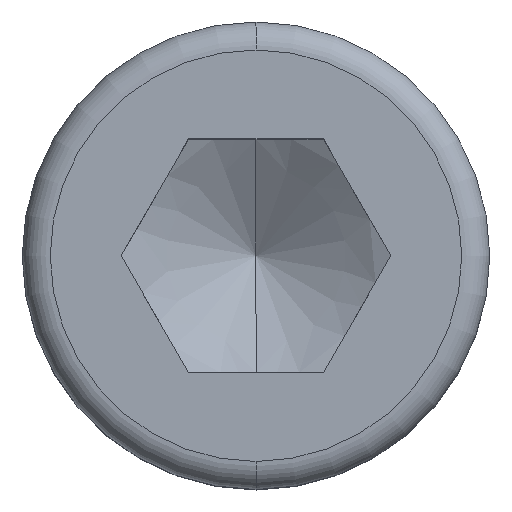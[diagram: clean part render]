
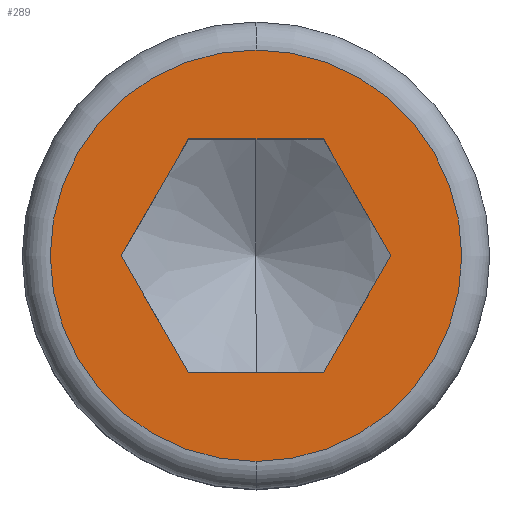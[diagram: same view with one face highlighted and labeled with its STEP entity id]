
A CAD part, top view. The second image highlights one B-rep face of the part: STEP entity #289.
In plain terms, the highlighted planar face has unit normal (0, 0, 1).
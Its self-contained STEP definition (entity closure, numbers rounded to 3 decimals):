
#171=EDGE_CURVE('',#213,#299,#403,.T.);
#179=EDGE_CURVE('',#291,#335,#413,.T.);
#195=EDGE_CURVE('',#319,#213,#431,.T.);
#199=EDGE_CURVE('',#271,#253,#435,.T.);
#213=VERTEX_POINT('',#450);
#245=EDGE_CURVE('',#253,#319,#485,.T.);
#253=VERTEX_POINT('',#494);
#261=EDGE_CURVE('',#317,#271,#503,.T.);
#271=VERTEX_POINT('',#515);
#289=ADVANCED_FACE('',(#534,#535),#536,.T.);
#291=VERTEX_POINT('',#538);
#299=VERTEX_POINT('',#546);
#307=EDGE_CURVE('',#335,#291,#555,.T.);
#311=EDGE_CURVE('',#299,#317,#559,.T.);
#317=VERTEX_POINT('',#565);
#319=VERTEX_POINT('',#567);
#335=VERTEX_POINT('',#586);
#403=LINE('',#665,#666);
#413=CIRCLE('',#678,4.4);
#431=LINE('',#699,#700);
#435=LINE('',#706,#707);
#450=CARTESIAN_POINT('',(2.885,0.,6.0));
#485=LINE('',#804,#805);
#494=CARTESIAN_POINT('',(-1.443,2.498,6.0));
#503=LINE('',#824,#825);
#515=CARTESIAN_POINT('',(-2.885,0.,6.0));
#534=FACE_BOUND('',#873,.T.);
#535=FACE_OUTER_BOUND('',#874,.T.);
#536=PLANE('',#875);
#538=CARTESIAN_POINT('',(0.,-4.4,6.));
#546=CARTESIAN_POINT('',(1.443,-2.498,6.0));
#555=CIRCLE('',#908,4.4);
#559=LINE('',#914,#915);
#565=CARTESIAN_POINT('',(-1.443,-2.498,6.0));
#567=CARTESIAN_POINT('',(1.443,2.498,6.0));
#586=CARTESIAN_POINT('',(0.,4.4,6.));
#665=CARTESIAN_POINT('',(1.803,-1.874,6.0));
#666=VECTOR('',#1043,1.0);
#678=AXIS2_PLACEMENT_3D('',#1063,#1064,#1065);
#699=CARTESIAN_POINT('',(2.524,0.625,6.0));
#700=VECTOR('',#1086,1.0);
#706=CARTESIAN_POINT('',(-1.803,1.874,6.0));
#707=VECTOR('',#1090,1.0);
#804=CARTESIAN_POINT('',(0.721,2.498,6.0));
#805=VECTOR('',#1137,1.0);
#824=CARTESIAN_POINT('',(-2.524,-0.625,6.0));
#825=VECTOR('',#1154,1.0);
#873=EDGE_LOOP('',(#1185,#1186,#1187,#1188,#1189,#1190));
#874=EDGE_LOOP('',(#1191,#1192));
#875=AXIS2_PLACEMENT_3D('',#1193,#1194,#1195);
#908=AXIS2_PLACEMENT_3D('',#1209,#1210,#1211);
#914=CARTESIAN_POINT('',(-0.721,-2.498,6.0));
#915=VECTOR('',#1215,1.0);
#1043=DIRECTION('',(-0.5,-0.866,0.0));
#1063=CARTESIAN_POINT('',(0.,0.,6.));
#1064=DIRECTION('',(0.,0.,1.0));
#1065=DIRECTION('',(-1.0,0.0,0.));
#1086=DIRECTION('',(0.5,-0.866,0.0));
#1090=DIRECTION('',(0.5,0.866,0.0));
#1137=DIRECTION('',(1.0,0.0,0.0));
#1154=DIRECTION('',(-0.5,0.866,0.0));
#1185=ORIENTED_EDGE('',*,*,#261,.T.);
#1186=ORIENTED_EDGE('',*,*,#199,.T.);
#1187=ORIENTED_EDGE('',*,*,#245,.T.);
#1188=ORIENTED_EDGE('',*,*,#195,.T.);
#1189=ORIENTED_EDGE('',*,*,#171,.T.);
#1190=ORIENTED_EDGE('',*,*,#311,.T.);
#1191=ORIENTED_EDGE('',*,*,#179,.T.);
#1192=ORIENTED_EDGE('',*,*,#307,.T.);
#1193=CARTESIAN_POINT('',(0.,-3.942,6.));
#1194=DIRECTION('',(0.,0.,1.0));
#1195=DIRECTION('',(0.,-1.0,0.));
#1209=CARTESIAN_POINT('',(0.,0.,6.));
#1210=DIRECTION('',(0.,0.,1.0));
#1211=DIRECTION('',(-1.0,0.0,0.));
#1215=DIRECTION('',(-1.0,0.0,0.0));
